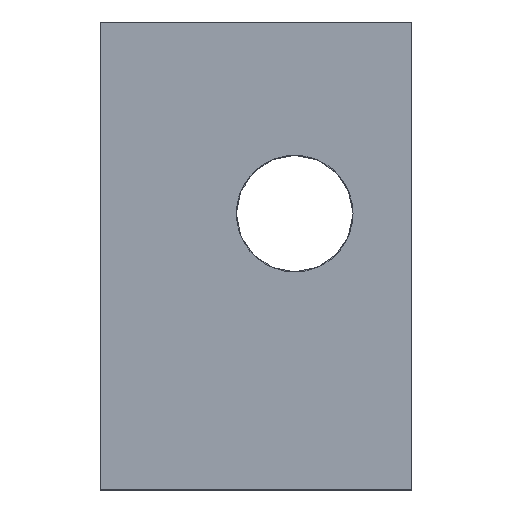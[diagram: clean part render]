
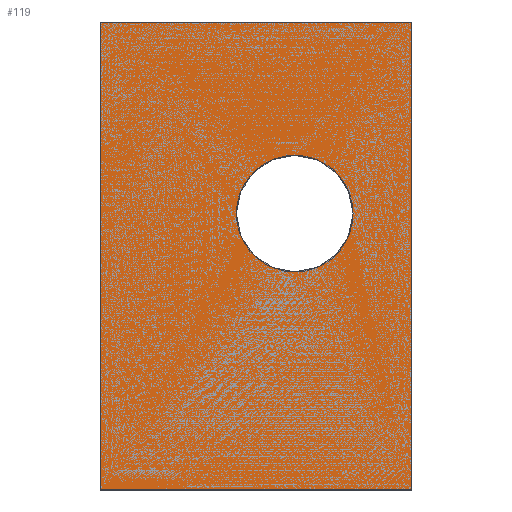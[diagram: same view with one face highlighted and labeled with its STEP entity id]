
A CAD part, top view. The second image highlights one B-rep face of the part: STEP entity #119.
In plain terms, the highlighted planar face has unit normal (0, 0, 1).
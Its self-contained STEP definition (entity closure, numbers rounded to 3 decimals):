
#118=FACE_BOUND('',#115,.T.) ;
#43=VERTEX_POINT('VP14',#42) ;
#57=VERTEX_POINT('VP16',#56) ;
#81=VERTEX_POINT('VP5',#80) ;
#83=VERTEX_POINT('VP6',#82) ;
#90=VERTEX_POINT('VP7',#89) ;
#97=VERTEX_POINT('VP8',#96) ;
#78=VECTOR('Line Direction',#77,1.) ;
#87=VECTOR('Line Direction',#86,1.) ;
#94=VECTOR('Line Direction',#93,1.) ;
#101=VECTOR('Line Direction',#100,1.) ;
#60=DIRECTION('Axis2P3D Direction',(0.,-0.,-1.)) ;
#72=DIRECTION('Axis2P3D Direction',(0.,0.,1.)) ;
#73=DIRECTION('Axis2P3D XDirection',(1.,0.,0.)) ;
#77=DIRECTION('Vector Direction',(1.,0.,0.)) ;
#86=DIRECTION('Vector Direction',(0.,1.,0.)) ;
#93=DIRECTION('Vector Direction',(-1.,0.,0.)) ;
#100=DIRECTION('Vector Direction',(0.,-1.,0.)) ;
#111=DIRECTION('Axis2P3D Direction',(0.,0.,1.)) ;
#42=CARTESIAN_POINT('Vertex',(-3.2,6.9,6.4)) ;
#56=CARTESIAN_POINT('Vertex',(15.8,6.9,6.4)) ;
#59=CARTESIAN_POINT('Axis2P3D Location',(6.3,6.9,6.4)) ;
#71=CARTESIAN_POINT('Axis2P3D Location',(0.,0.,6.4)) ;
#76=CARTESIAN_POINT('Line Origine',(0.,38.1,6.4)) ;
#80=CARTESIAN_POINT('Vertex',(25.4,38.1,6.4)) ;
#82=CARTESIAN_POINT('Vertex',(-25.4,38.1,6.4)) ;
#85=CARTESIAN_POINT('Line Origine',(-25.4,0.,6.4)) ;
#89=CARTESIAN_POINT('Vertex',(-25.4,-38.1,6.4)) ;
#92=CARTESIAN_POINT('Line Origine',(0.,-38.1,6.4)) ;
#96=CARTESIAN_POINT('Vertex',(25.4,-38.1,6.4)) ;
#99=CARTESIAN_POINT('Line Origine',(25.4,0.,6.4)) ;
#110=CARTESIAN_POINT('Axis2P3D Location',(6.3,6.9,6.4)) ;
#61=AXIS2_PLACEMENT_3D('Circle Axis2P3D',#59,#60,$) ;
#74=AXIS2_PLACEMENT_3D('Plane Axis2P3D',#71,#72,#73) ;
#112=AXIS2_PLACEMENT_3D('Circle Axis2P3D',#110,#111,$) ;
#62=CIRCLE('generated circle',#61,9.5) ;
#113=CIRCLE('generated circle',#112,9.5) ;
#79=LINE('Line',#76,#78) ;
#88=LINE('Line',#85,#87) ;
#95=LINE('Line',#92,#94) ;
#102=LINE('Line',#99,#101) ;
#75=PLANE('',#74) ;
#63=EDGE_CURVE('EC22',#57,#43,#62,.F.) ;
#84=EDGE_CURVE('EC5',#81,#83,#79,.F.) ;
#91=EDGE_CURVE('EC6',#83,#90,#88,.F.) ;
#98=EDGE_CURVE('EC7',#90,#97,#95,.F.) ;
#103=EDGE_CURVE('EC8',#97,#81,#102,.F.) ;
#114=EDGE_CURVE('EC23',#43,#57,#113,.T.) ;
#105=ORIENTED_EDGE('',*,*,#84,.T.) ;
#106=ORIENTED_EDGE('',*,*,#91,.T.) ;
#107=ORIENTED_EDGE('',*,*,#98,.T.) ;
#108=ORIENTED_EDGE('',*,*,#103,.T.) ;
#116=ORIENTED_EDGE('',*,*,#114,.F.) ;
#117=ORIENTED_EDGE('',*,*,#63,.F.) ;
#104=EDGE_LOOP('',(#105,#106,#107,#108)) ;
#115=EDGE_LOOP('',(#116,#117)) ;
#119=ADVANCED_FACE('PartBody2',(#109,#118),#75,.T.) ;
#109=FACE_OUTER_BOUND('',#104,.T.) ;
